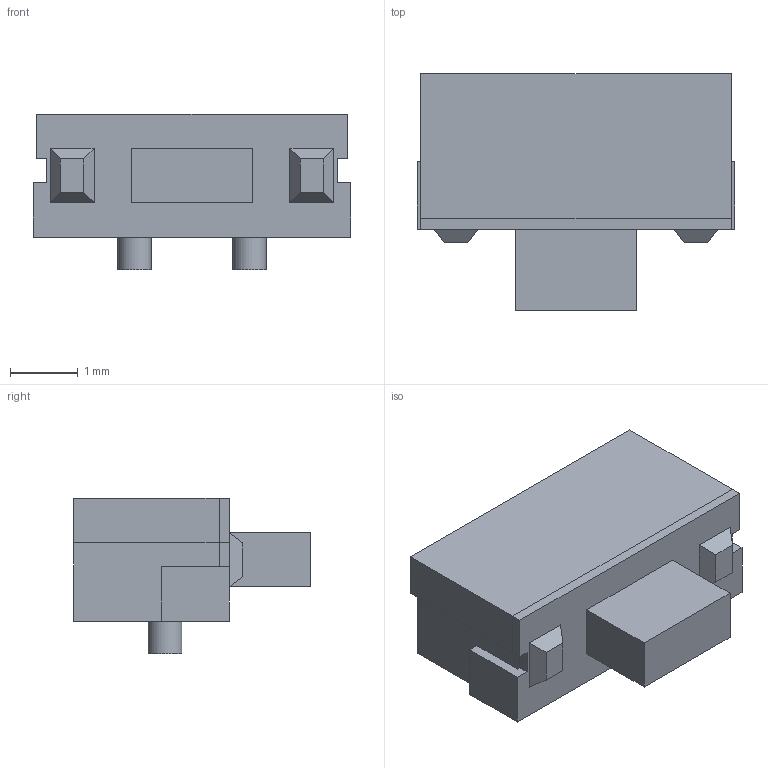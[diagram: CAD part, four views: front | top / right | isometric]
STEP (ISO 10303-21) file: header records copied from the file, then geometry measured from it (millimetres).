
FILE_DESCRIPTION(/* description */ ('STEP AP242','CAx-IF Rec.Pracs.---Representation and Presentation of Product Manufacturing Information (PMI)---4.0---2014-10-13','CAx-IF Rec.Pracs.---3D Tessellated Geometry---0.4---2014-09-14','2;1'),/* implementation_level */ '2;1');
FILE_NAME(/* name */ '63ec9f73fb544253911f1100',/* time_stamp */ '2023-02-15T09:01:40+00:00',/* author */ (''),/* organization */ (''),/* preprocessor_version */ 'ST-DEVELOPER v18.102',/* originating_system */ ' ',/* authorisation */ ' ');
FILE_SCHEMA (('AP242_MANAGED_MODEL_BASED_3D_ENGINEERING_MIM_LF { 1 0 10303 442 1 1 4 }'));
Length unit declared in the file: metre
Products named in the file (5): Part 5; Part 1; Part 2; Part 3; Part 4
Bounding box: 4.7 x 3.5 x 2.3 mm (x, y, z)
Volume: 20.8 mm3; surface area: 77.6 mm2
Topology: 5 solids, 5 shells, 88 faces, 215 edges, 141 vertices
Faces by surface type: plane 86, cylinder 2
Full cylindrical faces by diameter (mm): 0.5 x2
Entity records: 2645 total; most frequent: CARTESIAN_POINT 445, ORIENTED_EDGE 424, DIRECTION 402, EDGE_CURVE 212, LINE 208, VECTOR 208, VERTEX_POINT 140, EDGE_LOOP 100
